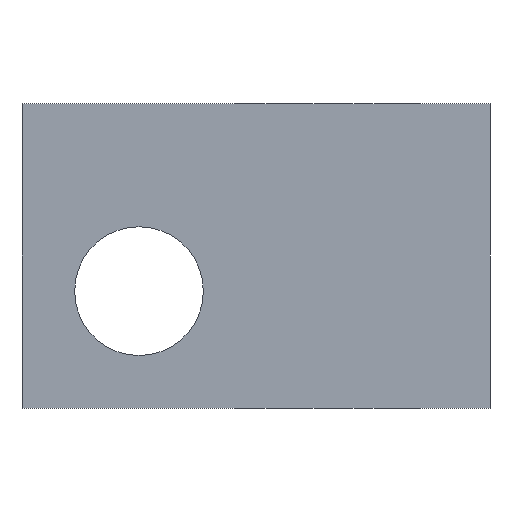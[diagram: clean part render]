
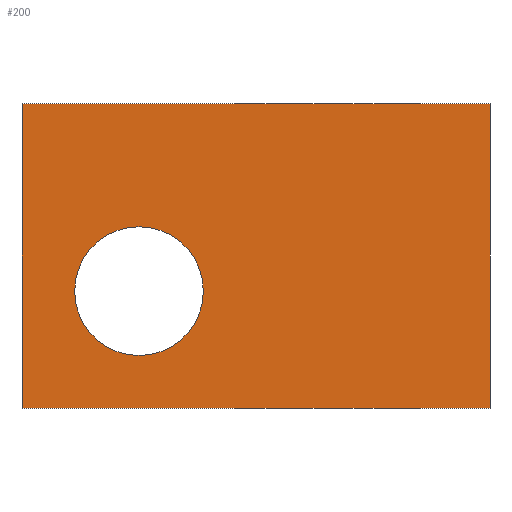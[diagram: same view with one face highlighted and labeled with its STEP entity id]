
A CAD part, front view. The second image highlights one B-rep face of the part: STEP entity #200.
In plain terms, the highlighted planar face has unit normal (0, -1, 0).
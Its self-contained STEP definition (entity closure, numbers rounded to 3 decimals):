
#18=FACE_BOUND('',#41,.T.);
#23=CIRCLE('',#214,2.75);
#29=FACE_OUTER_BOUND('',#40,.T.);
#40=EDGE_LOOP('',(#140,#141,#142,#143));
#41=EDGE_LOOP('',(#144));
#56=LINE('',#290,#76);
#57=LINE('',#292,#77);
#58=LINE('',#294,#78);
#59=LINE('',#295,#79);
#76=VECTOR('',#234,13.);
#77=VECTOR('',#235,20.);
#78=VECTOR('',#236,13.);
#79=VECTOR('',#237,20.);
#96=VERTEX_POINT('',#288);
#97=VERTEX_POINT('',#289);
#98=VERTEX_POINT('',#291);
#99=VERTEX_POINT('',#293);
#100=VERTEX_POINT('',#296);
#114=EDGE_CURVE('',#96,#97,#56,.T.);
#115=EDGE_CURVE('',#97,#98,#57,.T.);
#116=EDGE_CURVE('',#99,#98,#58,.T.);
#117=EDGE_CURVE('',#96,#99,#59,.T.);
#118=EDGE_CURVE('',#100,#100,#23,.T.);
#140=ORIENTED_EDGE('',*,*,#114,.T.);
#141=ORIENTED_EDGE('',*,*,#115,.T.);
#142=ORIENTED_EDGE('',*,*,#116,.F.);
#143=ORIENTED_EDGE('',*,*,#117,.F.);
#144=ORIENTED_EDGE('',*,*,#118,.F.);
#192=PLANE('',#213);
#200=ADVANCED_FACE('',(#29,#18),#192,.F.);
#213=AXIS2_PLACEMENT_3D('',#287,#232,#233);
#214=AXIS2_PLACEMENT_3D('',#297,#238,#239);
#232=DIRECTION('center_axis',(0.,1.,0.));
#233=DIRECTION('ref_axis',(0.,0.,1.));
#234=DIRECTION('',(0.,0.,-1.));
#235=DIRECTION('',(1.,0.,0.));
#236=DIRECTION('',(0.,0.,-1.));
#237=DIRECTION('',(1.,0.,0.));
#238=DIRECTION('center_axis',(0.,-1.,0.));
#239=DIRECTION('ref_axis',(1.,0.,0.));
#287=CARTESIAN_POINT('Origin',(-13.,-7.,13.));
#288=CARTESIAN_POINT('',(-13.,-7.,13.));
#289=CARTESIAN_POINT('',(-13.,-7.,0.));
#290=CARTESIAN_POINT('',(-13.,-7.,13.));
#291=CARTESIAN_POINT('',(7.,-7.,0.));
#292=CARTESIAN_POINT('',(-13.,-7.,0.));
#293=CARTESIAN_POINT('',(7.,-7.,13.));
#294=CARTESIAN_POINT('',(7.,-7.,13.));
#295=CARTESIAN_POINT('',(-13.,-7.,13.));
#296=CARTESIAN_POINT('',(-10.75,-7.,5.));
#297=CARTESIAN_POINT('Origin',(-8.,-7.,5.));
